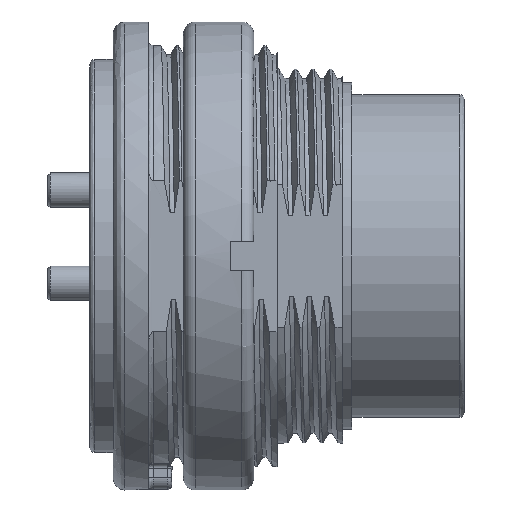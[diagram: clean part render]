
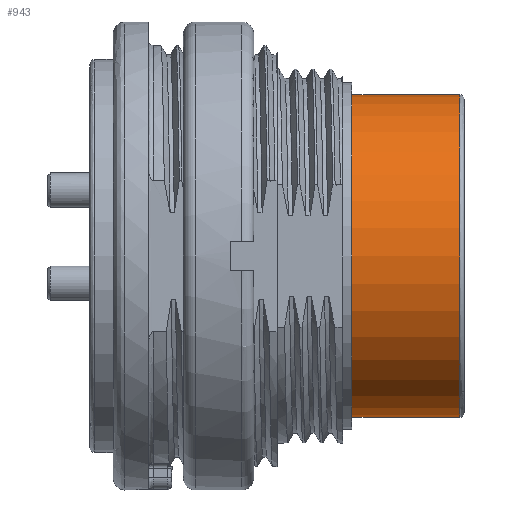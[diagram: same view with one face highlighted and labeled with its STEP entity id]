
A CAD part, front view. The second image highlights one B-rep face of the part: STEP entity #943.
In plain terms, the highlighted cylindrical face has radius 6.9 mm (diameter 13.8 mm), a full revolution.
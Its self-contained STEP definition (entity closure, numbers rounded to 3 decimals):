
#505=FACE_BOUND('',#1593,.T.);
#506=FACE_BOUND('',#1594,.T.);
#943=ADVANCED_FACE('',(#505,#506),#1224,.T.);
#1224=CYLINDRICAL_SURFACE('',#5833,6.9);
#1593=EDGE_LOOP('',(#3148));
#1594=EDGE_LOOP('',(#3149));
#2546=CIRCLE('',#5830,6.9);
#2547=CIRCLE('',#5832,6.9);
#3148=ORIENTED_EDGE('',*,*,#5057,.F.);
#3149=ORIENTED_EDGE('',*,*,#5058,.F.);
#4450=VERTEX_POINT('',#11928);
#4451=VERTEX_POINT('',#11931);
#5057=EDGE_CURVE('',#4450,#4450,#2546,.T.);
#5058=EDGE_CURVE('',#4451,#4451,#2547,.T.);
#5830=AXIS2_PLACEMENT_3D('',#11927,#6442,#6443);
#5832=AXIS2_PLACEMENT_3D('',#11930,#6446,#6447);
#5833=AXIS2_PLACEMENT_3D('',#11932,#6448,#6449);
#6442=DIRECTION('',(-1.,0.,0.));
#6443=DIRECTION('',(0.,1.,0.));
#6446=DIRECTION('',(1.,0.,0.));
#6447=DIRECTION('',(0.,1.,0.));
#6448=DIRECTION('',(-1.,0.,0.));
#6449=DIRECTION('',(0.,1.,0.));
#11927=CARTESIAN_POINT('',(3.6,0.,0.));
#11928=CARTESIAN_POINT('',(3.6,6.9,0.));
#11930=CARTESIAN_POINT('',(8.2,0.,0.));
#11931=CARTESIAN_POINT('',(8.2,6.9,0.));
#11932=CARTESIAN_POINT('',(8.2,0.,0.));
